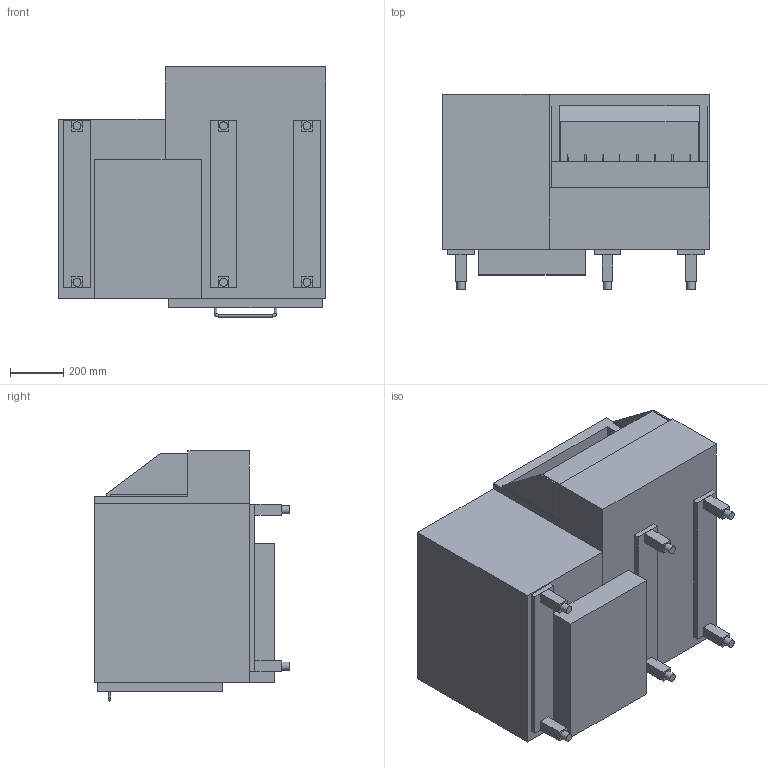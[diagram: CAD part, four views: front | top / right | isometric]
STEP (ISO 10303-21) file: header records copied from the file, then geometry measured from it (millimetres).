
FILE_DESCRIPTION(/* description */ ('eigengekühlt'),/* implementation_level */ '2;1');
FILE_NAME(/* name */ '3D-AKE-00004992.stp',/* time_stamp */ '2024-06-06T15:17:27+02:00',/* author */ ('julian.lux'),/* organization */ (''),/* preprocessor_version */ 'ST-DEVELOPER v18.1',/* originating_system */ 'Autodesk Inventor 2020',/* authorisation */ '');
FILE_SCHEMA (('AUTOMOTIVE_DESIGN { 1 0 10303 214 3 1 1 }'));
Length unit declared in the file: millimetre
Products named in the file (1): 3D-AKE-00004992
Bounding box: 1000 x 730 x 935 mm (x, y, z)
Volume: 286773353.7 mm3; surface area: 10031673.7 mm2
Topology: 30 solids, 30 shells, 285 faces, 707 edges, 492 vertices
Faces by surface type: plane 230, cylinder 37, torus 18
Full cylindrical faces by diameter (mm): 5 x24, 10 x3, 30 x6
Entity records: 8592 total; most frequent: CARTESIAN_POINT 1485, DIRECTION 1469, ORIENTED_EDGE 1414, EDGE_CURVE 707, LINE 517, VECTOR 517, VERTEX_POINT 492, AXIS2_PLACEMENT_3D 476
